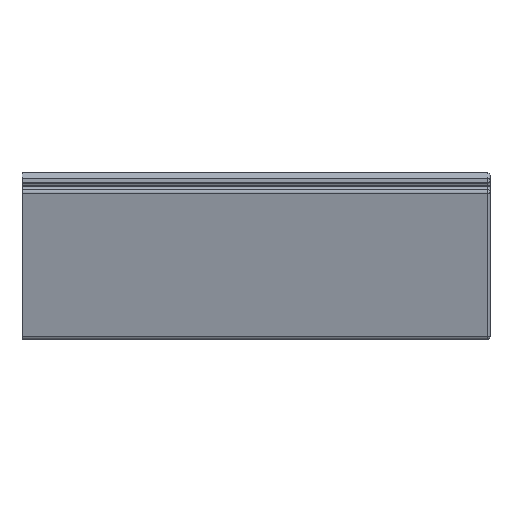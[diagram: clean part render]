
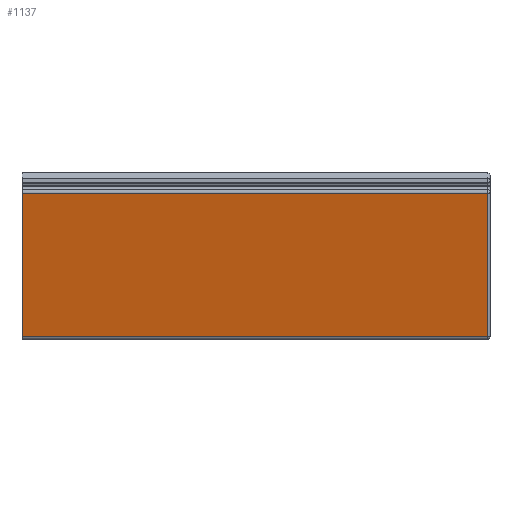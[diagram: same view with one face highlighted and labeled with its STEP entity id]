
A CAD part, top view. The second image highlights one B-rep face of the part: STEP entity #1137.
In plain terms, the highlighted planar face has unit normal (0, -0.222, 0.975).
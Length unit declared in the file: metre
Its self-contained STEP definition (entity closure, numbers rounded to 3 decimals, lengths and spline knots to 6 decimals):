
#167=ORIENTED_EDGE('',*,*,#513,.T.);
#168=ORIENTED_EDGE('',*,*,#514,.T.);
#169=ORIENTED_EDGE('',*,*,#515,.T.);
#170=ORIENTED_EDGE('',*,*,#516,.T.);
#513=EDGE_CURVE('',#686,#687,#782,.T.);
#514=EDGE_CURVE('',#687,#688,#783,.F.);
#515=EDGE_CURVE('',#688,#689,#784,.T.);
#516=EDGE_CURVE('',#689,#686,#785,.T.);
#686=VERTEX_POINT('',#1823);
#687=VERTEX_POINT('',#1824);
#688=VERTEX_POINT('',#1826);
#689=VERTEX_POINT('',#1828);
#782=LINE('',#1822,#885);
#783=LINE('',#1825,#886);
#784=LINE('',#1827,#887);
#785=LINE('',#1829,#888);
#885=VECTOR('',#1410,1.);
#886=VECTOR('',#1411,1.);
#887=VECTOR('',#1412,1.);
#888=VECTOR('',#1413,1.);
#961=EDGE_LOOP('',(#167,#168,#169,#170));
#1037=FACE_BOUND('',#961,.T.);
#1113=PLANE('',#1229);
#1137=ADVANCED_FACE('',(#1037),#1113,.F.);
#1229=AXIS2_PLACEMENT_3D('',#1821,#1408,#1409);
#1408=DIRECTION('',(0.,0.222,-0.975));
#1409=DIRECTION('',(0.,0.975,0.222));
#1410=DIRECTION('',(0.,0.975,0.222));
#1411=DIRECTION('',(1.,0.,0.));
#1412=DIRECTION('',(0.,-0.975,-0.222));
#1413=DIRECTION('',(1.,0.,0.));
#1821=CARTESIAN_POINT('',(-0.165004,-0.046625,0.454));
#1822=CARTESIAN_POINT('',(0.164,-0.0203,0.46));
#1823=CARTESIAN_POINT('',(0.164,-0.072172,0.448177));
#1824=CARTESIAN_POINT('',(0.164,-0.021522,0.459721));
#1825=CARTESIAN_POINT('',(0.,-0.021522,0.459721));
#1826=CARTESIAN_POINT('',(0.,-0.021522,0.459721));
#1827=CARTESIAN_POINT('',(0.,-0.046625,0.454));
#1828=CARTESIAN_POINT('',(0.,-0.072172,0.448177));
#1829=CARTESIAN_POINT('',(-0.165004,-0.072172,0.448177));
